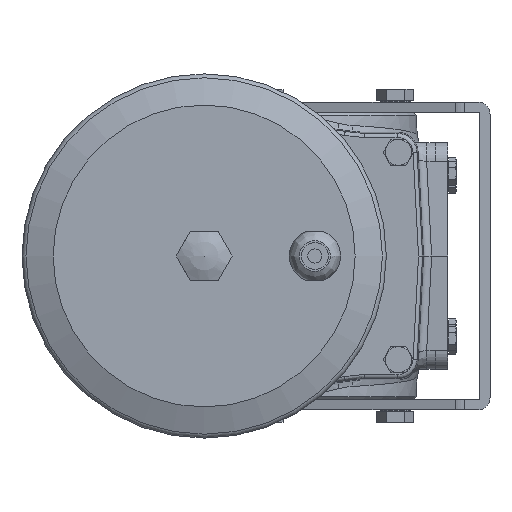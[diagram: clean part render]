
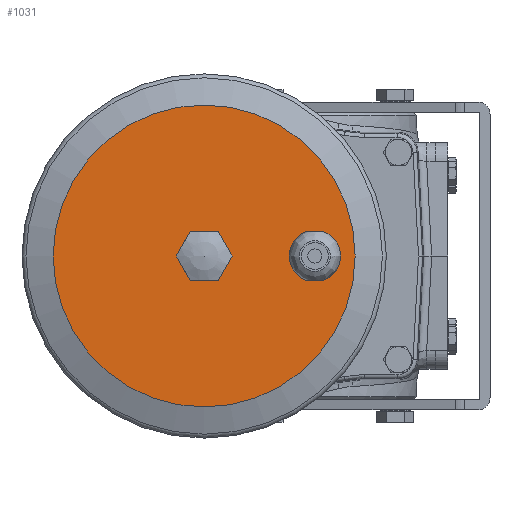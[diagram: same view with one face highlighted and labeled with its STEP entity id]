
A CAD part, left-side view. The second image highlights one B-rep face of the part: STEP entity #1031.
In plain terms, the highlighted planar face has unit normal (-1, 0, 0).
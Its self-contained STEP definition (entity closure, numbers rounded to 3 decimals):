
#1031 = ADVANCED_FACE( '', ( #2972, #2973, #2974 ), #2975, .T. );
#2972 = FACE_BOUND( '', #6328, .T. );
#2973 = FACE_OUTER_BOUND( '', #6329, .T. );
#2974 = FACE_BOUND( '', #6330, .T. );
#2975 = PLANE( '', #6331 );
#6328 = EDGE_LOOP( '', ( #14221, #14222, #14223, #14224 ) );
#6329 = EDGE_LOOP( '', ( #14225 ) );
#6330 = EDGE_LOOP( '', ( #14226, #14227, #14228, #14229, #14230, #14231 ) );
#6331 = AXIS2_PLACEMENT_3D( '', #14232, #14233, #14234 );
#14221 = ORIENTED_EDGE( '', *, *, #21365, .F. );
#14222 = ORIENTED_EDGE( '', *, *, #21366, .F. );
#14223 = ORIENTED_EDGE( '', *, *, #21367, .F. );
#14224 = ORIENTED_EDGE( '', *, *, #21368, .T. );
#14225 = ORIENTED_EDGE( '', *, *, #21369, .T. );
#14226 = ORIENTED_EDGE( '', *, *, #21370, .T. );
#14227 = ORIENTED_EDGE( '', *, *, #21371, .T. );
#14228 = ORIENTED_EDGE( '', *, *, #21372, .T. );
#14229 = ORIENTED_EDGE( '', *, *, #21373, .T. );
#14230 = ORIENTED_EDGE( '', *, *, #21374, .T. );
#14231 = ORIENTED_EDGE( '', *, *, #21375, .T. );
#14232 = CARTESIAN_POINT( '', ( -577., -45., 0. ) );
#14233 = DIRECTION( '', ( -1., 0., 0. ) );
#14234 = DIRECTION( '', ( 0., -1., 0. ) );
#21365 = EDGE_CURVE( '', #24304, #24305, #24306, .T. );
#21366 = EDGE_CURVE( '', #24307, #24304, #24308, .T. );
#21367 = EDGE_CURVE( '', #24309, #24307, #24310, .T. );
#21368 = EDGE_CURVE( '', #24309, #24305, #24311, .T. );
#21369 = EDGE_CURVE( '', #24312, #24312, #24313, .T. );
#21370 = EDGE_CURVE( '', #24314, #24315, #24316, .T. );
#21371 = EDGE_CURVE( '', #24315, #24317, #24318, .T. );
#21372 = EDGE_CURVE( '', #24317, #24319, #24320, .T. );
#21373 = EDGE_CURVE( '', #24319, #24321, #24322, .T. );
#21374 = EDGE_CURVE( '', #24321, #24323, #24324, .T. );
#21375 = EDGE_CURVE( '', #24323, #24314, #24325, .T. );
#24304 = VERTEX_POINT( '', #28460 );
#24305 = VERTEX_POINT( '', #28461 );
#24306 = CIRCLE( '', #28462, 12.8 );
#24307 = VERTEX_POINT( '', #28463 );
#24308 = LINE( '', #28464, #28465 );
#24309 = VERTEX_POINT( '', #28466 );
#24310 = CIRCLE( '', #28467, 12.8 );
#24311 = LINE( '', #28468, #28469 );
#24312 = VERTEX_POINT( '', #28470 );
#24313 = CIRCLE( '', #28471, 75. );
#24314 = VERTEX_POINT( '', #28472 );
#24315 = VERTEX_POINT( '', #28473 );
#24316 = LINE( '', #28474, #28475 );
#24317 = VERTEX_POINT( '', #28476 );
#24318 = LINE( '', #28477, #28478 );
#24319 = VERTEX_POINT( '', #28479 );
#24320 = LINE( '', #28480, #28481 );
#24321 = VERTEX_POINT( '', #28482 );
#24322 = LINE( '', #28483, #28484 );
#24323 = VERTEX_POINT( '', #28485 );
#24324 = LINE( '', #28486, #28487 );
#24325 = LINE( '', #28488, #28489 );
#28460 = CARTESIAN_POINT( '', ( -577., -20.546, 12. ) );
#28461 = CARTESIAN_POINT( '', ( -577., -20.546, -12. ) );
#28462 = AXIS2_PLACEMENT_3D( '', #35752, #35753, #35754 );
#28463 = CARTESIAN_POINT( '', ( -577., -29.454, 12. ) );
#28464 = CARTESIAN_POINT( '', ( -577., -29.454, 12. ) );
#28465 = VECTOR( '', #35755, 1000. );
#28466 = CARTESIAN_POINT( '', ( -577., -29.454, -12. ) );
#28467 = AXIS2_PLACEMENT_3D( '', #35756, #35757, #35758 );
#28468 = CARTESIAN_POINT( '', ( -577., -29.454, -12. ) );
#28469 = VECTOR( '', #35759, 1000. );
#28470 = CARTESIAN_POINT( '', ( -577., -45., 0. ) );
#28471 = AXIS2_PLACEMENT_3D( '', #35760, #35761, #35762 );
#28472 = CARTESIAN_POINT( '', ( -577., 36.928, -12. ) );
#28473 = CARTESIAN_POINT( '', ( -577., 43.856, 0. ) );
#28474 = CARTESIAN_POINT( '', ( -577., 36.928, -12. ) );
#28475 = VECTOR( '', #35763, 1000. );
#28476 = CARTESIAN_POINT( '', ( -577., 36.928, 12. ) );
#28477 = CARTESIAN_POINT( '', ( -577., 43.856, 0. ) );
#28478 = VECTOR( '', #35764, 1000. );
#28479 = CARTESIAN_POINT( '', ( -577., 23.072, 12. ) );
#28480 = CARTESIAN_POINT( '', ( -577., 36.928, 12. ) );
#28481 = VECTOR( '', #35765, 1000. );
#28482 = CARTESIAN_POINT( '', ( -577., 16.144, 0. ) );
#28483 = CARTESIAN_POINT( '', ( -577., 23.072, 12. ) );
#28484 = VECTOR( '', #35766, 1000. );
#28485 = CARTESIAN_POINT( '', ( -577., 23.072, -12. ) );
#28486 = CARTESIAN_POINT( '', ( -577., 16.144, 0. ) );
#28487 = VECTOR( '', #35767, 1000. );
#28488 = CARTESIAN_POINT( '', ( -577., 23.072, -12. ) );
#28489 = VECTOR( '', #35768, 1000. );
#35752 = CARTESIAN_POINT( '', ( -577., -25., 0. ) );
#35753 = DIRECTION( '', ( -1., 0., 0. ) );
#35754 = DIRECTION( '', ( 0., -1., 0. ) );
#35755 = DIRECTION( '', ( 0., 1., 0. ) );
#35756 = CARTESIAN_POINT( '', ( -577., -25., 0. ) );
#35757 = DIRECTION( '', ( -1., 0., 0. ) );
#35758 = DIRECTION( '', ( 0., -1., 0. ) );
#35759 = DIRECTION( '', ( 0., 1., 0. ) );
#35760 = CARTESIAN_POINT( '', ( -577., 30., 0. ) );
#35761 = DIRECTION( '', ( -1., 0., 0. ) );
#35762 = DIRECTION( '', ( 0., -1., 0. ) );
#35763 = DIRECTION( '', ( 0., 0.5, 0.866 ) );
#35764 = DIRECTION( '', ( 0., -0.5, 0.866 ) );
#35765 = DIRECTION( '', ( 0., -1., 0. ) );
#35766 = DIRECTION( '', ( 0., -0.5, -0.866 ) );
#35767 = DIRECTION( '', ( 0., 0.5, -0.866 ) );
#35768 = DIRECTION( '', ( 0., 1., 0. ) );
